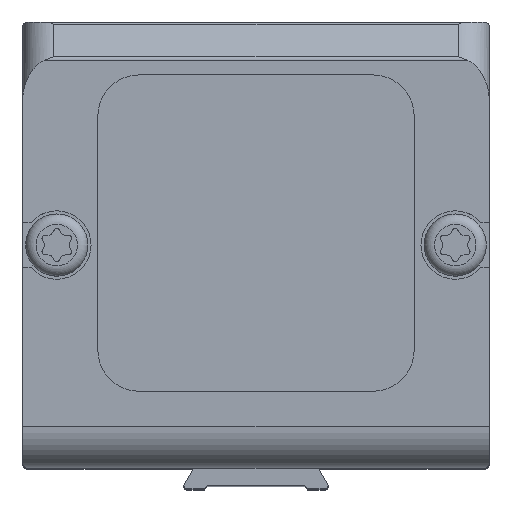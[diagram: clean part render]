
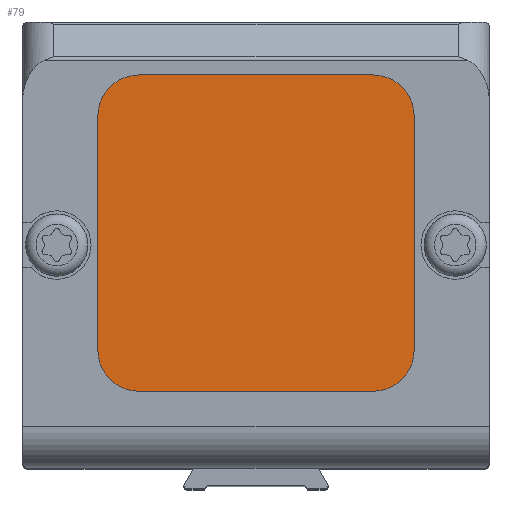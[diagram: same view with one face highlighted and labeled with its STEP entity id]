
A CAD part, top view. The second image highlights one B-rep face of the part: STEP entity #79.
In plain terms, the highlighted planar face has unit normal (0, 0, 1).
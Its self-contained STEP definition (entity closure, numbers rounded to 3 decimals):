
#79 = ADVANCED_FACE( '', ( #482 ), #483, .T. );
#482 = FACE_OUTER_BOUND( '', #1357, .T. );
#483 = PLANE( '', #1358 );
#1357 = EDGE_LOOP( '', ( #2264, #2265, #2266, #2267, #2268, #2269, #2270, #2271 ) );
#1358 = AXIS2_PLACEMENT_3D( '', #2272, #2273, #2274 );
#2264 = ORIENTED_EDGE( '', *, *, #5376, .T. );
#2265 = ORIENTED_EDGE( '', *, *, #5380, .T. );
#2266 = ORIENTED_EDGE( '', *, *, #5381, .T. );
#2267 = ORIENTED_EDGE( '', *, *, #5382, .T. );
#2268 = ORIENTED_EDGE( '', *, *, #5383, .T. );
#2269 = ORIENTED_EDGE( '', *, *, #5384, .T. );
#2270 = ORIENTED_EDGE( '', *, *, #5385, .T. );
#2271 = ORIENTED_EDGE( '', *, *, #5386, .T. );
#2272 = CARTESIAN_POINT( '', ( -11.25, 12.4, 31.9 ) );
#2273 = DIRECTION( '', ( 0., 0., 1. ) );
#2274 = DIRECTION( '', ( 1., 0., 0. ) );
#5376 = EDGE_CURVE( '', #6373, #6371, #6374, .T. );
#5380 = EDGE_CURVE( '', #6371, #6378, #6380, .T. );
#5381 = EDGE_CURVE( '', #6378, #6381, #6382, .T. );
#5382 = EDGE_CURVE( '', #6381, #6383, #6384, .T. );
#5383 = EDGE_CURVE( '', #6383, #6385, #6386, .T. );
#5384 = EDGE_CURVE( '', #6385, #6387, #6388, .T. );
#5385 = EDGE_CURVE( '', #6387, #6389, #6390, .T. );
#5386 = EDGE_CURVE( '', #6389, #6373, #6391, .T. );
#6371 = VERTEX_POINT( '', #7983 );
#6373 = VERTEX_POINT( '', #7986 );
#6374 = CIRCLE( '', #7987, 4. );
#6378 = VERTEX_POINT( '', #7993 );
#6380 = LINE( '', #7996, #7997 );
#6381 = VERTEX_POINT( '', #7998 );
#6382 = CIRCLE( '', #7999, 4. );
#6383 = VERTEX_POINT( '', #8000 );
#6384 = LINE( '', #8001, #8002 );
#6385 = VERTEX_POINT( '', #8003 );
#6386 = CIRCLE( '', #8004, 4. );
#6387 = VERTEX_POINT( '', #8005 );
#6388 = LINE( '', #8006, #8007 );
#6389 = VERTEX_POINT( '', #8008 );
#6390 = CIRCLE( '', #8009, 4. );
#6391 = LINE( '', #8010, #8011 );
#7983 = CARTESIAN_POINT( '', ( -15.25, 12.4, 31.9 ) );
#7986 = CARTESIAN_POINT( '', ( -11.25, 16.4, 31.9 ) );
#7987 = AXIS2_PLACEMENT_3D( '', #10395, #10396, #10397 );
#7993 = CARTESIAN_POINT( '', ( -15.25, -10.1, 31.9 ) );
#7996 = CARTESIAN_POINT( '', ( -15.25, 12.4, 31.9 ) );
#7997 = VECTOR( '', #10401, 1000. );
#7998 = CARTESIAN_POINT( '', ( -11.25, -14.1, 31.9 ) );
#7999 = AXIS2_PLACEMENT_3D( '', #10402, #10403, #10404 );
#8000 = CARTESIAN_POINT( '', ( 11.25, -14.1, 31.9 ) );
#8001 = CARTESIAN_POINT( '', ( -11.25, -14.1, 31.9 ) );
#8002 = VECTOR( '', #10405, 1000. );
#8003 = CARTESIAN_POINT( '', ( 15.25, -10.1, 31.9 ) );
#8004 = AXIS2_PLACEMENT_3D( '', #10406, #10407, #10408 );
#8005 = CARTESIAN_POINT( '', ( 15.25, 12.4, 31.9 ) );
#8006 = CARTESIAN_POINT( '', ( 15.25, -10.1, 31.9 ) );
#8007 = VECTOR( '', #10409, 1000. );
#8008 = CARTESIAN_POINT( '', ( 11.25, 16.4, 31.9 ) );
#8009 = AXIS2_PLACEMENT_3D( '', #10410, #10411, #10412 );
#8010 = CARTESIAN_POINT( '', ( 11.25, 16.4, 31.9 ) );
#8011 = VECTOR( '', #10413, 1000. );
#10395 = CARTESIAN_POINT( '', ( -11.25, 12.4, 31.9 ) );
#10396 = DIRECTION( '', ( 0., 0., 1. ) );
#10397 = DIRECTION( '', ( 1., 0., 0. ) );
#10401 = DIRECTION( '', ( 0., -1., 0. ) );
#10402 = CARTESIAN_POINT( '', ( -11.25, -10.1, 31.9 ) );
#10403 = DIRECTION( '', ( 0., 0., 1. ) );
#10404 = DIRECTION( '', ( 1., 0., 0. ) );
#10405 = DIRECTION( '', ( 1., 0., 0. ) );
#10406 = CARTESIAN_POINT( '', ( 11.25, -10.1, 31.9 ) );
#10407 = DIRECTION( '', ( 0., 0., 1. ) );
#10408 = DIRECTION( '', ( 1., 0., 0. ) );
#10409 = DIRECTION( '', ( 0., 1., 0. ) );
#10410 = CARTESIAN_POINT( '', ( 11.25, 12.4, 31.9 ) );
#10411 = DIRECTION( '', ( 0., 0., 1. ) );
#10412 = DIRECTION( '', ( 1., 0., 0. ) );
#10413 = DIRECTION( '', ( -1., 0., 0. ) );
